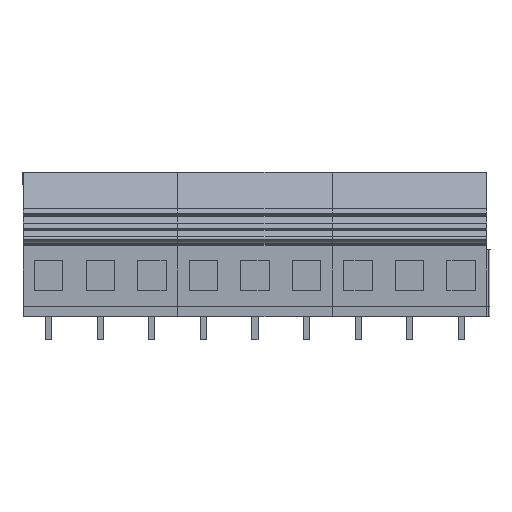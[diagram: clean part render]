
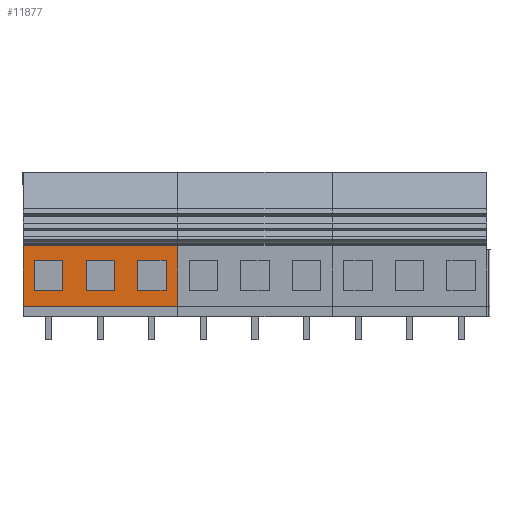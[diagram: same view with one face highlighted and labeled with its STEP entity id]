
A CAD part, front view. The second image highlights one B-rep face of the part: STEP entity #11877.
In plain terms, the highlighted planar face has unit normal (0, -1, 0).
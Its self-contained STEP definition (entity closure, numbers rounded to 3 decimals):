
#11755=AXIS2_PLACEMENT_3D('Plane Axis2P3D',#11752,#11753,#11754) ;
#10851=CARTESIAN_POINT('Vertex',(0.2,0.,6.6)) ;
#10854=CARTESIAN_POINT('Line Origine',(0.2,0.,12.55)) ;
#10858=CARTESIAN_POINT('Vertex',(0.2,0.,18.5)) ;
#11513=CARTESIAN_POINT('Vertex',(30.68,0.,6.6)) ;
#11516=CARTESIAN_POINT('Line Origine',(15.44,0.,6.6)) ;
#11752=CARTESIAN_POINT('Axis2P3D Location',(0.2,0.,6.6)) ;
#11757=CARTESIAN_POINT('Line Origine',(30.68,0.,12.55)) ;
#11761=CARTESIAN_POINT('Vertex',(30.68,0.,18.5)) ;
#11764=CARTESIAN_POINT('Line Origine',(15.44,0.,18.5)) ;
#11775=CARTESIAN_POINT('Line Origine',(8.08,0.,12.7)) ;
#11779=CARTESIAN_POINT('Vertex',(8.08,0.,9.7)) ;
#11781=CARTESIAN_POINT('Vertex',(8.08,0.,15.7)) ;
#11784=CARTESIAN_POINT('Line Origine',(5.28,0.,9.7)) ;
#11788=CARTESIAN_POINT('Vertex',(2.48,0.,9.7)) ;
#11791=CARTESIAN_POINT('Line Origine',(2.48,0.,12.7)) ;
#11795=CARTESIAN_POINT('Vertex',(2.48,0.,15.7)) ;
#11798=CARTESIAN_POINT('Line Origine',(5.28,0.,15.7)) ;
#11809=CARTESIAN_POINT('Line Origine',(15.44,0.,15.7)) ;
#11813=CARTESIAN_POINT('Vertex',(18.24,0.,15.7)) ;
#11815=CARTESIAN_POINT('Vertex',(12.64,0.,15.7)) ;
#11818=CARTESIAN_POINT('Line Origine',(18.24,0.,12.7)) ;
#11822=CARTESIAN_POINT('Vertex',(18.24,0.,9.7)) ;
#11825=CARTESIAN_POINT('Line Origine',(15.44,0.,9.7)) ;
#11829=CARTESIAN_POINT('Vertex',(12.64,0.,9.7)) ;
#11832=CARTESIAN_POINT('Line Origine',(12.64,0.,12.7)) ;
#11843=CARTESIAN_POINT('Line Origine',(25.6,0.,15.7)) ;
#11847=CARTESIAN_POINT('Vertex',(28.4,0.,15.7)) ;
#11849=CARTESIAN_POINT('Vertex',(22.8,0.,15.7)) ;
#11852=CARTESIAN_POINT('Line Origine',(28.4,0.,12.7)) ;
#11856=CARTESIAN_POINT('Vertex',(28.4,0.,9.7)) ;
#11859=CARTESIAN_POINT('Line Origine',(25.6,0.,9.7)) ;
#11863=CARTESIAN_POINT('Vertex',(22.8,0.,9.7)) ;
#11866=CARTESIAN_POINT('Line Origine',(22.8,0.,12.7)) ;
#10855=DIRECTION('Vector Direction',(0.,0.,1.)) ;
#11517=DIRECTION('Vector Direction',(1.,0.,0.)) ;
#11753=DIRECTION('Axis2P3D Direction',(0.,1.,0.)) ;
#11754=DIRECTION('Axis2P3D XDirection',(0.,0.,1.)) ;
#11758=DIRECTION('Vector Direction',(0.,0.,1.)) ;
#11765=DIRECTION('Vector Direction',(1.,0.,0.)) ;
#11776=DIRECTION('Vector Direction',(0.,0.,-1.)) ;
#11785=DIRECTION('Vector Direction',(-1.,0.,0.)) ;
#11792=DIRECTION('Vector Direction',(0.,0.,-1.)) ;
#11799=DIRECTION('Vector Direction',(-1.,0.,0.)) ;
#11810=DIRECTION('Vector Direction',(-1.,0.,0.)) ;
#11819=DIRECTION('Vector Direction',(0.,0.,-1.)) ;
#11826=DIRECTION('Vector Direction',(-1.,0.,0.)) ;
#11833=DIRECTION('Vector Direction',(0.,0.,-1.)) ;
#11844=DIRECTION('Vector Direction',(-1.,0.,0.)) ;
#11853=DIRECTION('Vector Direction',(0.,0.,-1.)) ;
#11860=DIRECTION('Vector Direction',(-1.,0.,0.)) ;
#11867=DIRECTION('Vector Direction',(0.,0.,-1.)) ;
#10856=VECTOR('Line Direction',#10855,1.) ;
#11518=VECTOR('Line Direction',#11517,1.) ;
#11759=VECTOR('Line Direction',#11758,1.) ;
#11766=VECTOR('Line Direction',#11765,1.) ;
#11777=VECTOR('Line Direction',#11776,1.) ;
#11786=VECTOR('Line Direction',#11785,1.) ;
#11793=VECTOR('Line Direction',#11792,1.) ;
#11800=VECTOR('Line Direction',#11799,1.) ;
#11811=VECTOR('Line Direction',#11810,1.) ;
#11820=VECTOR('Line Direction',#11819,1.) ;
#11827=VECTOR('Line Direction',#11826,1.) ;
#11834=VECTOR('Line Direction',#11833,1.) ;
#11845=VECTOR('Line Direction',#11844,1.) ;
#11854=VECTOR('Line Direction',#11853,1.) ;
#11861=VECTOR('Line Direction',#11860,1.) ;
#11868=VECTOR('Line Direction',#11867,1.) ;
#11770=ORIENTED_EDGE('',*,*,#11763,.T.) ;
#11771=ORIENTED_EDGE('',*,*,#11768,.F.) ;
#11772=ORIENTED_EDGE('',*,*,#10860,.F.) ;
#11773=ORIENTED_EDGE('',*,*,#11520,.T.) ;
#11804=ORIENTED_EDGE('',*,*,#11783,.F.) ;
#11805=ORIENTED_EDGE('',*,*,#11790,.F.) ;
#11806=ORIENTED_EDGE('',*,*,#11797,.F.) ;
#11807=ORIENTED_EDGE('',*,*,#11802,.F.) ;
#11838=ORIENTED_EDGE('',*,*,#11817,.F.) ;
#11839=ORIENTED_EDGE('',*,*,#11824,.F.) ;
#11840=ORIENTED_EDGE('',*,*,#11831,.F.) ;
#11841=ORIENTED_EDGE('',*,*,#11836,.F.) ;
#11872=ORIENTED_EDGE('',*,*,#11851,.F.) ;
#11873=ORIENTED_EDGE('',*,*,#11858,.F.) ;
#11874=ORIENTED_EDGE('',*,*,#11865,.F.) ;
#11875=ORIENTED_EDGE('',*,*,#11870,.F.) ;
#11808=FACE_BOUND('',#11803,.T.) ;
#11842=FACE_BOUND('',#11837,.T.) ;
#11876=FACE_BOUND('',#11871,.T.) ;
#11877=ADVANCED_FACE('3 pole',(#11774,#11808,#11842,#11876),#11756,.F.) ;
#10860=EDGE_CURVE('',#10852,#10859,#10857,.T.) ;
#11520=EDGE_CURVE('',#10852,#11514,#11519,.T.) ;
#11763=EDGE_CURVE('',#11514,#11762,#11760,.T.) ;
#11768=EDGE_CURVE('',#10859,#11762,#11767,.T.) ;
#11783=EDGE_CURVE('',#11780,#11782,#11778,.F.) ;
#11790=EDGE_CURVE('',#11789,#11780,#11787,.F.) ;
#11797=EDGE_CURVE('',#11796,#11789,#11794,.T.) ;
#11802=EDGE_CURVE('',#11782,#11796,#11801,.T.) ;
#11817=EDGE_CURVE('',#11814,#11816,#11812,.T.) ;
#11824=EDGE_CURVE('',#11823,#11814,#11821,.F.) ;
#11831=EDGE_CURVE('',#11830,#11823,#11828,.F.) ;
#11836=EDGE_CURVE('',#11816,#11830,#11835,.T.) ;
#11851=EDGE_CURVE('',#11848,#11850,#11846,.T.) ;
#11858=EDGE_CURVE('',#11857,#11848,#11855,.F.) ;
#11865=EDGE_CURVE('',#11864,#11857,#11862,.F.) ;
#11870=EDGE_CURVE('',#11850,#11864,#11869,.T.) ;
#11769=EDGE_LOOP('',(#11770,#11771,#11772,#11773)) ;
#11803=EDGE_LOOP('',(#11804,#11805,#11806,#11807)) ;
#11837=EDGE_LOOP('',(#11838,#11839,#11840,#11841)) ;
#11871=EDGE_LOOP('',(#11872,#11873,#11874,#11875)) ;
#11774=FACE_OUTER_BOUND('',#11769,.T.) ;
#10857=LINE('Line',#10854,#10856) ;
#11519=LINE('Line',#11516,#11518) ;
#11760=LINE('Line',#11757,#11759) ;
#11767=LINE('Line',#11764,#11766) ;
#11778=LINE('Line',#11775,#11777) ;
#11787=LINE('Line',#11784,#11786) ;
#11794=LINE('Line',#11791,#11793) ;
#11801=LINE('Line',#11798,#11800) ;
#11812=LINE('Line',#11809,#11811) ;
#11821=LINE('Line',#11818,#11820) ;
#11828=LINE('Line',#11825,#11827) ;
#11835=LINE('Line',#11832,#11834) ;
#11846=LINE('Line',#11843,#11845) ;
#11855=LINE('Line',#11852,#11854) ;
#11862=LINE('Line',#11859,#11861) ;
#11869=LINE('Line',#11866,#11868) ;
#11756=PLANE('',#11755) ;
#10852=VERTEX_POINT('',#10851) ;
#10859=VERTEX_POINT('',#10858) ;
#11514=VERTEX_POINT('',#11513) ;
#11762=VERTEX_POINT('',#11761) ;
#11780=VERTEX_POINT('',#11779) ;
#11782=VERTEX_POINT('',#11781) ;
#11789=VERTEX_POINT('',#11788) ;
#11796=VERTEX_POINT('',#11795) ;
#11814=VERTEX_POINT('',#11813) ;
#11816=VERTEX_POINT('',#11815) ;
#11823=VERTEX_POINT('',#11822) ;
#11830=VERTEX_POINT('',#11829) ;
#11848=VERTEX_POINT('',#11847) ;
#11850=VERTEX_POINT('',#11849) ;
#11857=VERTEX_POINT('',#11856) ;
#11864=VERTEX_POINT('',#11863) ;
